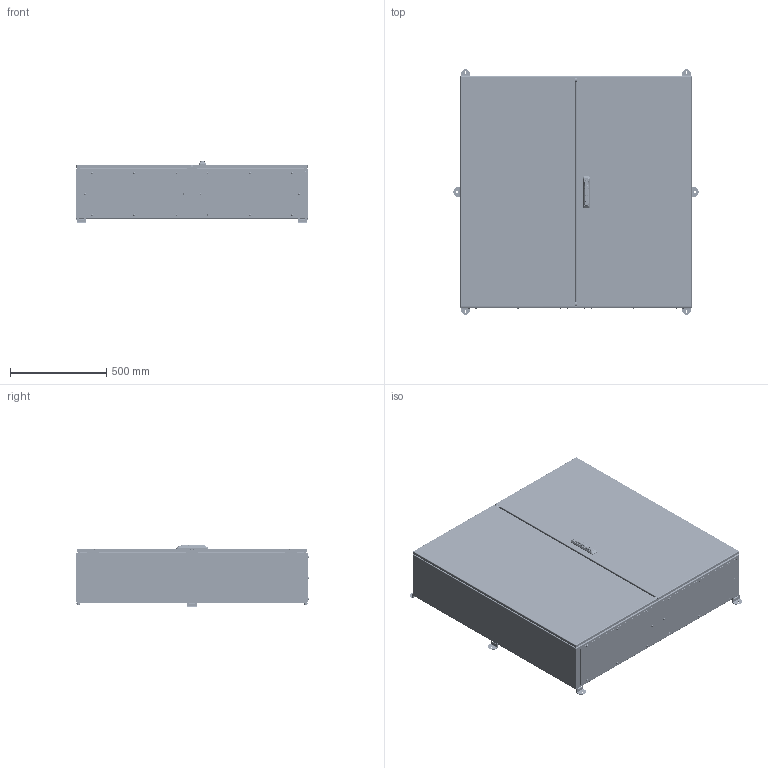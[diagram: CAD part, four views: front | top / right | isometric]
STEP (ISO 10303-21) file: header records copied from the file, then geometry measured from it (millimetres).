
FILE_DESCRIPTION (( 'STEP AP214' ), '1' );
FILE_NAME ('31.120.120.28.STEP', '2025-11-27T09:18:11', ( '' ), ( '' ), 'SwSTEP 2.0', 'SolidWorks 2021', '' );
FILE_SCHEMA (( 'AUTOMOTIVE_DESIGN' ));
Length unit declared in the file: millimetre
Products named in the file (55): Øïèëüêà ïðèâàðíàÿ Ì6õ16; Øàðíèð ïðèâàðíàÿ ÷àñòü; Øàðíèð âíåøíÿÿ ÷àñòü; Ëåíòà óïëîòíèòåëüíàÿ Í1200; 006.DD.CC.step; Êîëüöî ñòîïîðíîå äëÿ øàðíèðà; ﾘ琺矜 ⅰⅱ浯; Øïèëüêà ïðèâàðíàÿ Ì8õ25; Íàñòåííîå êðåïëåíèå; 9.step; Ïðîñòàâêà; Ïðîôèëü äâåðè H1200; ﾒ聰 葢褞浯 ﾍ500; S3B4504 ????????.stp; 4.step; Øàðíèð îòâåòíàÿ ÷àñòü; 7.step; 31.120.120.00-01-02 Äâåðü ëåâàÿ; 31.000.120.28-08 捘; Çóá÷àòàÿ øàéáà Ì5; Øàéáà îöèíêîâàííàÿ Ì8; 2.step; 31.000.120.28-08 Áîêîâàÿ ñòåíêà; Óïëîòíèòåëü äâóñòâîð÷àòûõ äâåðåé; Íàêîíå÷íèê òÿãè; Âòóëêà øàðíèðà; 11.step; 3.step; Ãàñêåòèíã êðûøêè W1200D280; Âèíò Ì4; 5.step; Âèíò DIN 967 Ì5õ16 ñ ïîëóêðóãëîé ãîëîâêîé ñ êðåñòîîáðàçíûì øëèöåì; 31.120.120.00-04 捘; Çàêëåïêà ðåçüáîâàÿ Ì5 øåñòèãðàííàÿ ñ óìåíüøåííûì áîðòîì; Ãàéêà M6 DIN6923.step; 31.120.120.00-01-01 捘; Ãàñêåòèíã äâåðè 600õ1200; 6.step; Ñèëèêîíîâàÿ çàãëóøêà çàçåìëåíèÿ D12; 31.060.000.28-03 Êðûøêà ...
Assembly tree (184 placements, depth 4):
  31.120.120.28
    31.120.120.28-02 捘
      31.120.120.28-02 扻豵鵨
      Øïèëüêà ïðèâàðíàÿ Ì8õ25  x6
      Çàêëåïêà ðåçüáîâàÿ Ì8 ãëóõàÿ øåñòèãðàííàÿ ñ óìåíüøåííûì áîðòîì  x6
      Çàêëåïêà ðåçüáîâàÿ Ì5 øåñòèãðàííàÿ ñ óìåíüøåííûì áîðòîì  x16
    31.000.120.28-08 捘  x2
      31.000.120.28-08 Áîêîâàÿ ñòåíêà
      Øïèëüêà ïðèâàðíàÿ Ì6õ16
    Øàðíèð âíåøíÿÿ ÷àñòü  x6
    Øàðíèð îòâåòíàÿ ÷àñòü  x6
    Âèíò Ì4  x12
    Âòóëêà øàðíèðà  x6
    31.120.120.00-01-01 捘
      31.120.120.00-01-01 Äâåðü ïðàâàÿ
      Øïèëüêà ïðèâàðíàÿ Ì6õ16  x4
      Øàðíèð ïðèâàðíàÿ ÷àñòü  x3
      Ïðîôèëü äâåðè H1200  x2
      006.DD.CC.step
        1.step
        2.step
        3.step
        4.step
        5.step
        6.step
        7.step  x2
        8.step
        9.step
        10.step
        11.step
      Äåðæàòåëü êðóãëîé òÿãè  x2
      ﾘ琺矜 ⅰⅱ浯  x2
      S3B4504 ????????.stp
      ﾒ聰 葢褞浯 ﾍ500
      ﾒ聰 葢褞浯 ﾍ600
      Íàêîíå÷íèê òÿãè  x2
      Ãàñêåòèíã äâåðè 600õ1200
    31.060.000.28-03 捘  x2
      31.060.000.28-03 Êðûøêà
      Ãàñêåòèíã êðûøêè W1200D280
    Âèíò DIN 967 Ì5õ16 ñ ïîëóêðóãëîé ãîëîâêîé ñ êðåñòîîáðàçíûì øëèöåì  x17
    31.120.120.00-04 捘
      31.120.120.00-04 Ìîíòàæíàÿ ïàíåëü
      Çàêëåïêà ðåçüáîâàÿ Ì6 øåñòèãðàííàÿ ñ óìåíüøåííûì áîðòîì  x4
    Ãàéêà M6 DIN6923.step  x6
    Ïðîñòàâêà  x6
    妈眚 DIN 912-󋔊0-Zn  x6
    Íàñòåííîå êðåïëåíèå  x6
    Ñèëèêîíîâàÿ çàãëóøêà çàçåìëåíèÿ D12  x3
    Øàéáà îöèíêîâàííàÿ Ì8  x6
    Êîëüöî ñòîïîðíîå äëÿ øàðíèðà  x6
    31.120.120.00-01-02 捘
      31.120.120.00-01-02 Äâåðü ëåâàÿ
      Øïèëüêà ïðèâàðíàÿ Ì6õ16  x2
      Øàðíèð ïðèâàðíàÿ ÷àñòü  x3
      Ãàñêåòèíã äâåðè 600õ1200
      Ïðîôèëü äâåðè H1200  x2
      Ëåíòà óïëîòíèòåëüíàÿ Í1200  x2
    Óïëîòíèòåëü äâóñòâîð÷àòûõ äâåðåé  x2
    Çóá÷àòàÿ øàéáà Ì5  x4
Bounding box: 1274.84 x 1274.84 x 324 mm (x, y, z)
Volume: 10611817 mm3; surface area: 12663143.3 mm2
Topology: 181 solids, 181 shells, 8836 faces, 23601 edges, 15276 vertices
Faces by surface type: plane 4102, cylinder 3651, cone 463, torus 294, bspline 279, sphere 47
Entity records: 118051 total; most frequent: CARTESIAN_POINT 43283, ORIENTED_EDGE 15750, DIRECTION 14179, EDGE_CURVE 7875, VERTEX_POINT 5162, AXIS2_PLACEMENT_3D 4735, VECTOR 4709, LINE 4709
